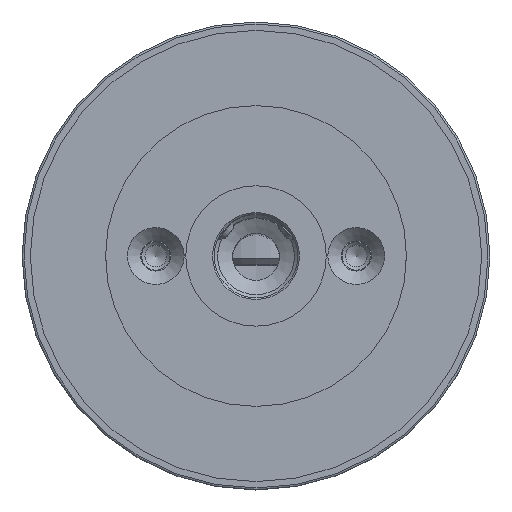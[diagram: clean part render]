
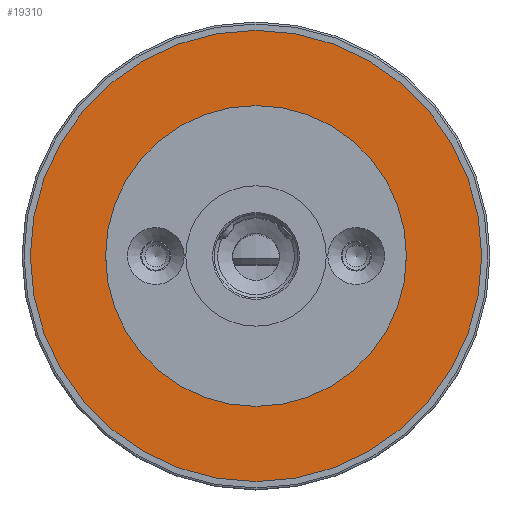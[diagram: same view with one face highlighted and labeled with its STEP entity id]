
A CAD part, top view. The second image highlights one B-rep face of the part: STEP entity #19310.
In plain terms, the highlighted face is planar.
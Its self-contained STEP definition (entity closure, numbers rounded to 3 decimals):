
#422=CIRCLE('',#21006,33.75);
#423=CIRCLE('',#21007,22.5);
#5772=ORIENTED_EDGE('',*,*,#8474,.F.);
#5773=ORIENTED_EDGE('',*,*,#8475,.T.);
#8474=EDGE_CURVE('',#10280,#10280,#422,.T.);
#8475=EDGE_CURVE('',#10281,#10281,#423,.T.);
#10280=VERTEX_POINT('',#35321);
#10281=VERTEX_POINT('',#35323);
#16324=EDGE_LOOP('',(#5772));
#16325=EDGE_LOOP('',(#5773));
#17560=FACE_BOUND('',#16324,.T.);
#17561=FACE_BOUND('',#16325,.T.);
#18404=PLANE('',#21005);
#19310=ADVANCED_FACE('',(#17560,#17561),#18404,.F.);
#21005=AXIS2_PLACEMENT_3D('',#35319,#25685,#25686);
#21006=AXIS2_PLACEMENT_3D('',#35320,#25687,#25688);
#21007=AXIS2_PLACEMENT_3D('',#35322,#25689,#25690);
#25685=DIRECTION('',(0.,0.,1.));
#25686=DIRECTION('',(1.,0.,0.));
#25687=DIRECTION('',(0.,0.,1.));
#25688=DIRECTION('',(0.,1.,0.));
#25689=DIRECTION('',(0.,0.,1.));
#25690=DIRECTION('',(1.,0.,0.));
#35319=CARTESIAN_POINT('',(0.,0.,0.5));
#35320=CARTESIAN_POINT('',(0.,0.,0.5));
#35321=CARTESIAN_POINT('',(0.,33.75,0.5));
#35322=CARTESIAN_POINT('',(0.,0.,0.5));
#35323=CARTESIAN_POINT('',(22.5,0.,0.5));
